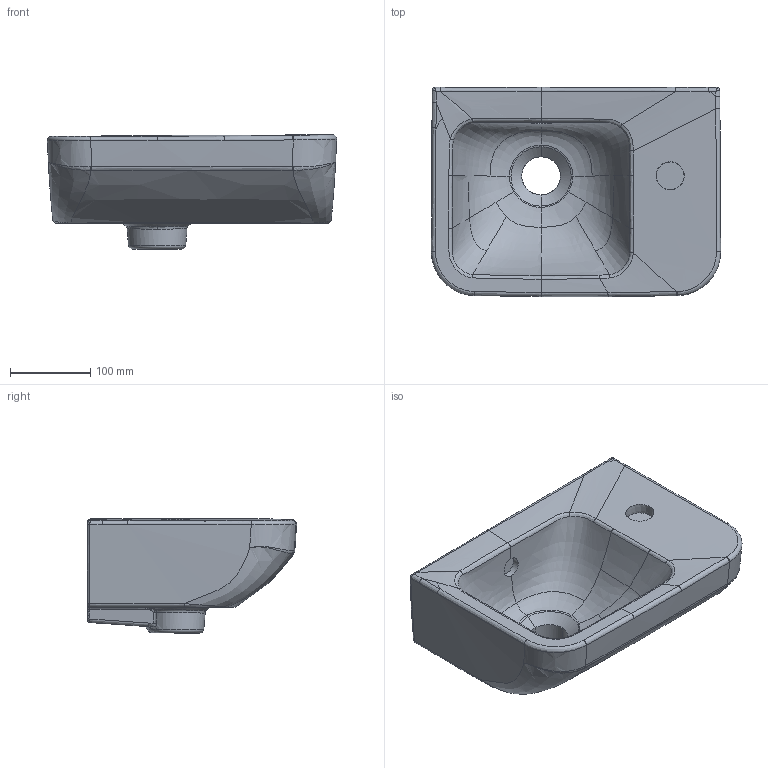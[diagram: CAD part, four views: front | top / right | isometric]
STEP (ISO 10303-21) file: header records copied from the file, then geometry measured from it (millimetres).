
FILE_DESCRIPTION(/* description */ (''),/* implementation_level */ '2;1');
FILE_NAME(/* name */ '437336_0A_HWB-36.stp',/* time_stamp */ '2019-02-20T13:03:34+01:00',/* author */ (''),/* organization */ (''),/* preprocessor_version */ 'ST-DEVELOPER v16',/* originating_system */ 'SIEMENS PLM Software NX 10.0',/* authorisation */ '');
FILE_SCHEMA (('AUTOMOTIVE_DESIGN { 1 0 10303 214 3 1 1 1 }'));
Products named in the file (1): rupp0F349D2A7x0o
Bounding box: 359.7 x 260.07 x 142.34 mm (x, y, z)
Volume: 6454864.4 mm3; surface area: 330931.3 mm2
Topology: 1 solids, 1 shells, 159 faces, 408 edges, 247 vertices
Faces by surface type: bspline 148, plane 5, sphere 4, cylinder 1, extrusion 1
Full cylindrical faces by diameter (mm): 25 x1
Entity records: 96122 total; most frequent: CARTESIAN_POINT 93498, ORIENTED_EDGE 798, EDGE_CURVE 399, B_SPLINE_CURVE_WITH_KNOTS 319, VERTEX_POINT 245, EDGE_LOOP 164, ADVANCED_FACE 159, FACE_OUTER_BOUND 154
